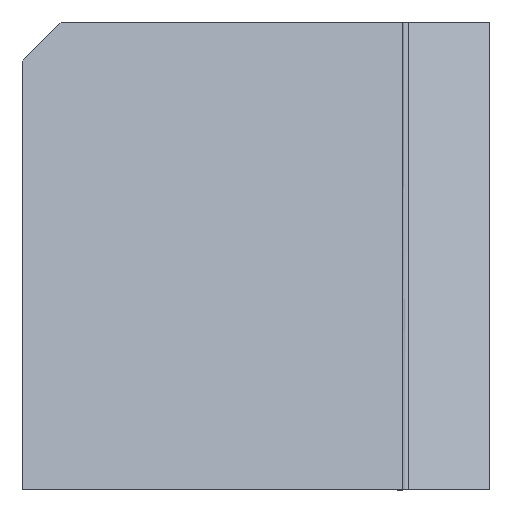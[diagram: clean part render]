
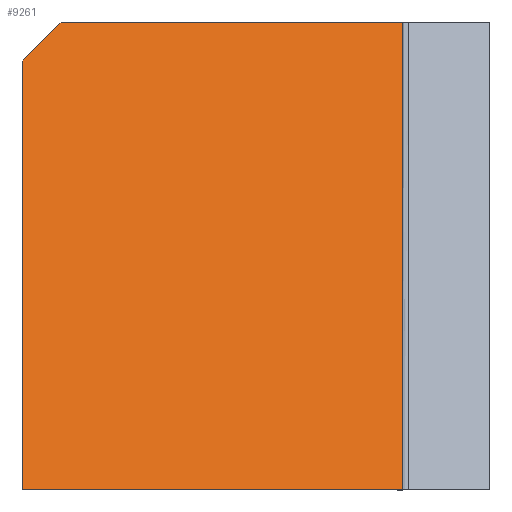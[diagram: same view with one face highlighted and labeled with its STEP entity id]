
A CAD part, left-side view. The second image highlights one B-rep face of the part: STEP entity #9261.
In plain terms, the highlighted planar face has unit normal (-0.943, 0, 0.334).
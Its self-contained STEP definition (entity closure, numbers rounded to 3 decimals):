
#514=VERTEX_POINT('',#11953);
#515=VERTEX_POINT('',#11954);
#519=VERTEX_POINT('',#11964);
#1440=VERTEX_POINT('',#15452);
#1442=VERTEX_POINT('',#15455);
#1454=VECTOR('',#9906,1.);
#1460=VECTOR('',#9913,1.);
#2511=VECTOR('',#11918,1.);
#2527=VECTOR('',#11947,1.);
#2528=VECTOR('',#11948,1.);
#2529=LINE('',#11952,#1454);
#2535=LINE('',#11965,#1460);
#3586=LINE('',#15454,#2511);
#3602=LINE('',#15503,#2527);
#3603=LINE('',#15504,#2528);
#3604=EDGE_CURVE('',#514,#515,#2529,.T.);
#3610=EDGE_CURVE('',#514,#519,#2535,.T.);
#4987=EDGE_CURVE('',#1440,#1442,#3586,.T.);
#5007=EDGE_CURVE('',#1442,#519,#3602,.T.);
#5008=EDGE_CURVE('',#515,#1440,#3603,.T.);
#6888=ORIENTED_EDGE('',*,*,#3604,.F.);
#6889=ORIENTED_EDGE('',*,*,#3610,.T.);
#6890=ORIENTED_EDGE('',*,*,#5007,.F.);
#6891=ORIENTED_EDGE('',*,*,#4987,.F.);
#6892=ORIENTED_EDGE('',*,*,#5008,.F.);
#8291=EDGE_LOOP('',(#6888,#6889,#6890,#6891,#6892));
#8778=FACE_BOUND('',#8291,.T.);
#9261=ADVANCED_FACE('',(#8778),#15815,.T.);
#9902=AXIS2_PLACEMENT_3D('',#15502,#11946,$);
#9906=DIRECTION('',(0.243,-0.686,0.686));
#9913=DIRECTION('',(-0.334,0.,-0.942));
#11918=DIRECTION('',(-0.334,0.,-0.942));
#11946=DIRECTION('',(-0.942,0.,0.334));
#11947=DIRECTION('',(0.,1.,0.));
#11948=DIRECTION('',(0.,-1.,0.));
#11952=CARTESIAN_POINT('',(-0.709,0.,-2.));
#11953=CARTESIAN_POINT('',(-0.709,0.,-2.));
#11954=CARTESIAN_POINT('',(0.,-2.,0.));
#11964=CARTESIAN_POINT('',(-8.512,0.,-24.));
#11965=CARTESIAN_POINT('',(-0.709,0.,-2.));
#15452=CARTESIAN_POINT('',(0.,-19.5,0.));
#15454=CARTESIAN_POINT('',(0.,-19.5,0.));
#15455=CARTESIAN_POINT('',(-8.512,-19.5,-24.));
#15502=CARTESIAN_POINT('',(0.,-19.5,0.));
#15503=CARTESIAN_POINT('',(-8.512,-19.5,-24.));
#15504=CARTESIAN_POINT('',(0.,-2.,0.));
#15815=PLANE('',#9902);
